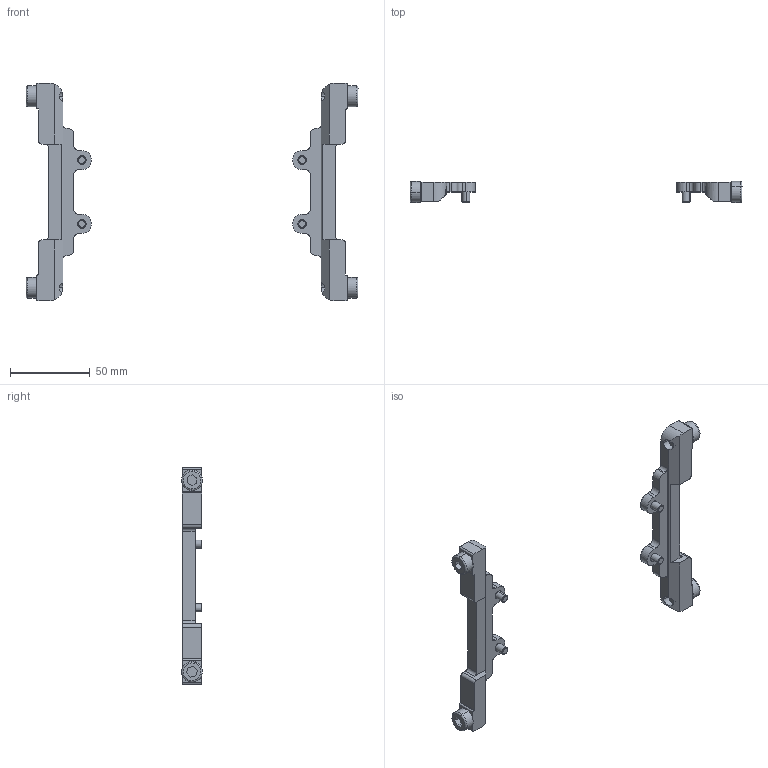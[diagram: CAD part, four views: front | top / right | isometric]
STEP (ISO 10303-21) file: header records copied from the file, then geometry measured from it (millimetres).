
FILE_DESCRIPTION (( 'STEP AP203' ), '1' );
FILE_NAME ('P1313-TA180.STEP', '2018-11-30T10:25:37', ( 'rsp' ), ( 'Hewlett-Packard Company' ), 'SwSTEP 2.0', 'SolidWorks 2017', '' );
FILE_SCHEMA (( 'CONFIG_CONTROL_DESIGN' ));
Length unit declared in the file: millimetre
Products named in the file (1): P1313-TA180
Bounding box: 208 x 13 x 136 mm (x, y, z)
Volume: 47524.5 mm3; surface area: 22605.7 mm2
Topology: 10 solids, 10 shells, 258 faces, 638 edges, 408 vertices
Faces by surface type: plane 130, cylinder 88, cone 32, torus 8
Entity records: 7793 total; most frequent: CARTESIAN_POINT 1433, DIRECTION 1352, ORIENTED_EDGE 1276, EDGE_CURVE 638, AXIS2_PLACEMENT_3D 471, LINE 410, VECTOR 410, VERTEX_POINT 408
